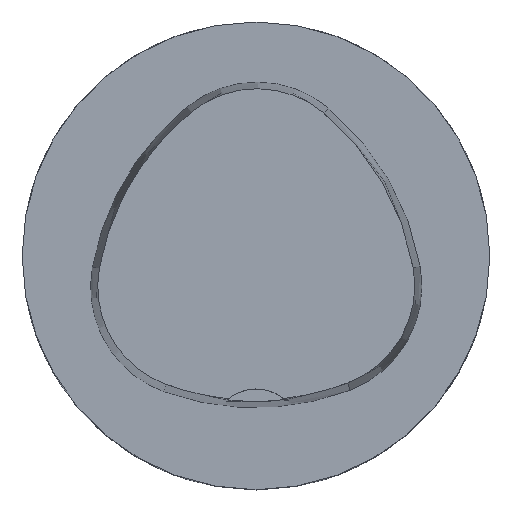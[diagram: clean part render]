
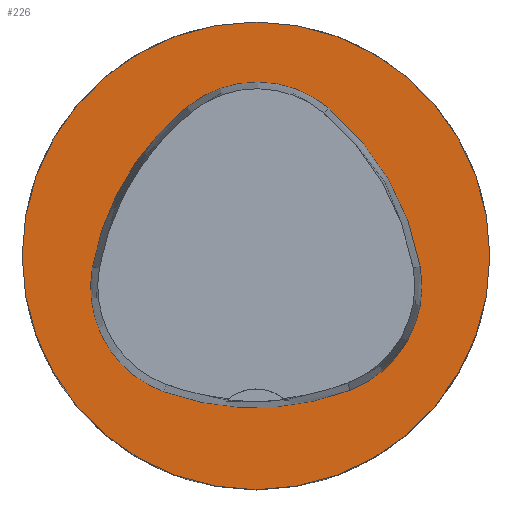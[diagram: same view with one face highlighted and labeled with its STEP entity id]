
A CAD part, top view. The second image highlights one B-rep face of the part: STEP entity #226.
In plain terms, the highlighted planar face has unit normal (0, 0, 1).
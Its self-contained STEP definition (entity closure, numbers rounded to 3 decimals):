
#103=PLANE('',#1274);
#226=ADVANCED_FACE('',(#347,#348),#103,.T.);
#297=CIRCLE('',#1246,31.5);
#298=CIRCLE('',#1252,36.);
#300=CIRCLE('',#1255,15.);
#302=CIRCLE('',#1258,36.);
#304=CIRCLE('',#1261,15.);
#308=CIRCLE('',#1266,36.);
#310=CIRCLE('',#1269,15.);
#347=FACE_BOUND('',#376,.T.);
#348=FACE_BOUND('',#377,.T.);
#376=EDGE_LOOP('',(#517,#518,#519,#520,#521,#522));
#377=EDGE_LOOP('',(#523));
#517=ORIENTED_EDGE('',*,*,#910,.T.);
#518=ORIENTED_EDGE('',*,*,#890,.T.);
#519=ORIENTED_EDGE('',*,*,#894,.T.);
#520=ORIENTED_EDGE('',*,*,#897,.T.);
#521=ORIENTED_EDGE('',*,*,#900,.T.);
#522=ORIENTED_EDGE('',*,*,#908,.T.);
#523=ORIENTED_EDGE('',*,*,#881,.F.);
#778=VERTEX_POINT('',#1764);
#787=VERTEX_POINT('',#1783);
#788=VERTEX_POINT('',#1784);
#791=VERTEX_POINT('',#1792);
#793=VERTEX_POINT('',#1798);
#795=VERTEX_POINT('',#1804);
#802=VERTEX_POINT('',#1825);
#881=EDGE_CURVE('',#778,#778,#297,.T.);
#890=EDGE_CURVE('',#787,#788,#298,.T.);
#894=EDGE_CURVE('',#788,#791,#300,.T.);
#897=EDGE_CURVE('',#791,#793,#302,.T.);
#900=EDGE_CURVE('',#793,#795,#304,.T.);
#908=EDGE_CURVE('',#795,#802,#308,.T.);
#910=EDGE_CURVE('',#802,#787,#310,.T.);
#1246=AXIS2_PLACEMENT_3D('',#1763,#1402,#1403);
#1252=AXIS2_PLACEMENT_3D('',#1782,#1418,#1419);
#1255=AXIS2_PLACEMENT_3D('',#1791,#1426,#1427);
#1258=AXIS2_PLACEMENT_3D('',#1797,#1433,#1434);
#1261=AXIS2_PLACEMENT_3D('',#1803,#1440,#1441);
#1266=AXIS2_PLACEMENT_3D('',#1826,#1452,#1453);
#1269=AXIS2_PLACEMENT_3D('',#1829,#1458,#1459);
#1274=AXIS2_PLACEMENT_3D('',#1834,#1468,#1469);
#1402=DIRECTION('',(0.,0.,-1.));
#1403=DIRECTION('',(-1.,0.,0.));
#1418=DIRECTION('',(0.,0.,-1.));
#1419=DIRECTION('',(-1.,0.,0.));
#1426=DIRECTION('',(0.,0.,-1.));
#1427=DIRECTION('',(-1.,0.,0.));
#1433=DIRECTION('',(0.,0.,-1.));
#1434=DIRECTION('',(-1.,0.,0.));
#1440=DIRECTION('',(0.,0.,-1.));
#1441=DIRECTION('',(-1.,0.,0.));
#1452=DIRECTION('',(0.,0.,-1.));
#1453=DIRECTION('',(-1.,0.,0.));
#1458=DIRECTION('',(0.,0.,-1.));
#1459=DIRECTION('',(-1.,0.,0.));
#1468=DIRECTION('',(0.,0.,1.));
#1469=DIRECTION('',(-1.,0.,0.));
#1763=CARTESIAN_POINT('',(0.,0.,0.));
#1764=CARTESIAN_POINT('',(-31.5,0.,0.));
#1782=CARTESIAN_POINT('',(13.398,-7.893,0.));
#1783=CARTESIAN_POINT('',(-22.041,-1.562,0.));
#1784=CARTESIAN_POINT('',(-9.317,20.036,0.));
#1791=CARTESIAN_POINT('',(0.148,8.399,0.));
#1792=CARTESIAN_POINT('',(9.779,19.898,0.));
#1797=CARTESIAN_POINT('',(-13.337,-7.7,0.));
#1798=CARTESIAN_POINT('',(22.122,-1.48,0.));
#1803=CARTESIAN_POINT('',(7.347,-4.071,0.));
#1804=CARTESIAN_POINT('',(12.693,-18.087,0.));
#1825=CARTESIAN_POINT('',(-12.373,-18.307,0.));
#1826=CARTESIAN_POINT('',(-0.137,15.55,0.));
#1829=CARTESIAN_POINT('',(-7.275,-4.2,0.));
#1834=CARTESIAN_POINT('',(0.,0.,0.));
